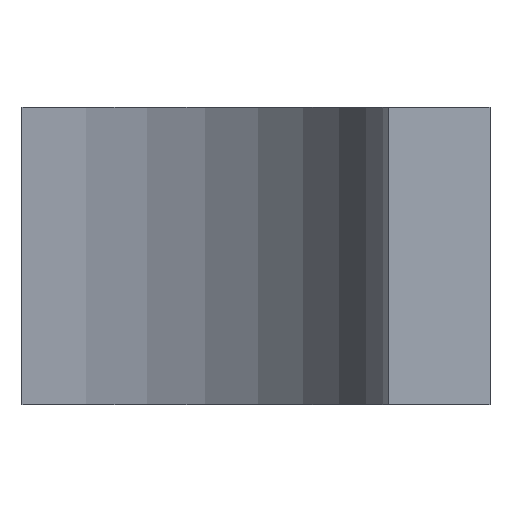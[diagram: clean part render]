
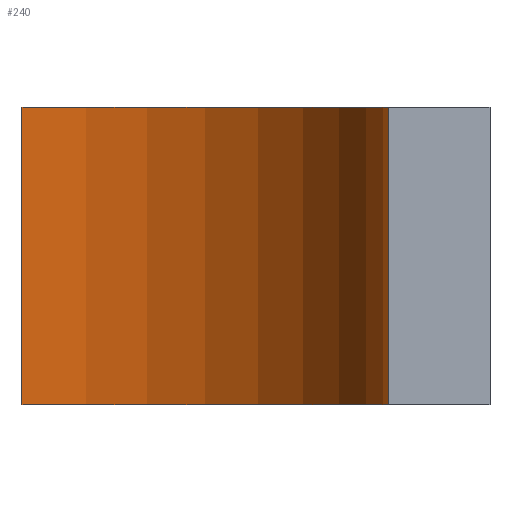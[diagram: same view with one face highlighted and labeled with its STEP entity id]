
A CAD part, front view. The second image highlights one B-rep face of the part: STEP entity #240.
In plain terms, the highlighted cylindrical face has radius 23.5 mm (diameter 47 mm), a partial arc.
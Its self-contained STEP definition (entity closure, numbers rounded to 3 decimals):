
#14 = DIRECTION ( 'NONE',  ( 1., 0., 0. ) ) ;
#41 = LINE ( 'NONE', #330, #163 ) ;
#58 = DIRECTION ( 'NONE',  ( 1., 0., 0. ) ) ;
#75 = AXIS2_PLACEMENT_3D ( 'NONE', #481, #386, #14 ) ;
#80 = EDGE_CURVE ( 'NONE', #359, #296, #41, .T. ) ;
#94 = FACE_OUTER_BOUND ( 'NONE', #590, .T. ) ;
#108 = CARTESIAN_POINT ( 'NONE',  ( -125.585, 212.188, 19.05 ) ) ;
#163 = VECTOR ( 'NONE', #558, 1000. ) ;
#175 = CARTESIAN_POINT ( 'NONE',  ( -149.085, 235.688, 0. ) ) ;
#180 = CARTESIAN_POINT ( 'NONE',  ( -149.085, 212.188, 19.05 ) ) ;
#194 = ORIENTED_EDGE ( 'NONE', *, *, #396, .T. ) ;
#223 = CARTESIAN_POINT ( 'NONE',  ( -125.585, 212.188, 0. ) ) ;
#227 = CARTESIAN_POINT ( 'NONE',  ( -125.585, 212.188, 19.05 ) ) ;
#240 = ADVANCED_FACE ( 'NONE', ( #94 ), #253, .F. ) ;
#253 = CYLINDRICAL_SURFACE ( 'NONE', #566, 23.5 ) ;
#261 = AXIS2_PLACEMENT_3D ( 'NONE', #180, #368, #58 ) ;
#291 = DIRECTION ( 'NONE',  ( -1., 0., 0. ) ) ;
#296 = VERTEX_POINT ( 'NONE', #357 ) ;
#330 = CARTESIAN_POINT ( 'NONE',  ( -149.085, 235.688, 19.05 ) ) ;
#357 = CARTESIAN_POINT ( 'NONE',  ( -149.085, 235.688, 19.05 ) ) ;
#359 = VERTEX_POINT ( 'NONE', #175 ) ;
#360 = DIRECTION ( 'NONE',  ( 0., 0., -1. ) ) ;
#367 = VECTOR ( 'NONE', #360, 1000. ) ;
#368 = DIRECTION ( 'NONE',  ( 0., 0., 1. ) ) ;
#385 = CIRCLE ( 'NONE', #75, 23.5 ) ;
#386 = DIRECTION ( 'NONE',  ( 0., 0., 1. ) ) ;
#389 = ORIENTED_EDGE ( 'NONE', *, *, #583, .F. ) ;
#396 = EDGE_CURVE ( 'NONE', #454, #296, #476, .T. ) ;
#454 = VERTEX_POINT ( 'NONE', #108 ) ;
#469 = LINE ( 'NONE', #227, #367 ) ;
#476 = CIRCLE ( 'NONE', #261, 23.5 ) ;
#481 = CARTESIAN_POINT ( 'NONE',  ( -149.085, 212.188, 0. ) ) ;
#531 = DIRECTION ( 'NONE',  ( 0., 0., -1. ) ) ;
#545 = EDGE_CURVE ( 'NONE', #454, #596, #469, .T. ) ;
#553 = ORIENTED_EDGE ( 'NONE', *, *, #545, .F. ) ;
#558 = DIRECTION ( 'NONE',  ( 0., 0., 1. ) ) ;
#562 = ORIENTED_EDGE ( 'NONE', *, *, #80, .F. ) ;
#566 = AXIS2_PLACEMENT_3D ( 'NONE', #577, #531, #291 ) ;
#577 = CARTESIAN_POINT ( 'NONE',  ( -149.085, 212.188, 19.05 ) ) ;
#583 = EDGE_CURVE ( 'NONE', #596, #359, #385, .T. ) ;
#590 = EDGE_LOOP ( 'NONE', ( #562, #389, #553, #194 ) ) ;
#596 = VERTEX_POINT ( 'NONE', #223 ) ;
